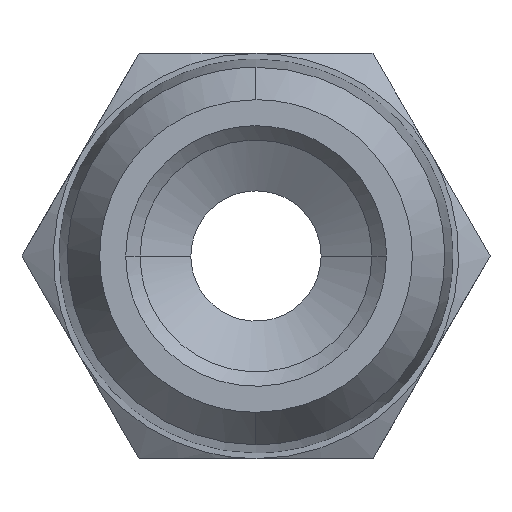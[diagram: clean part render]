
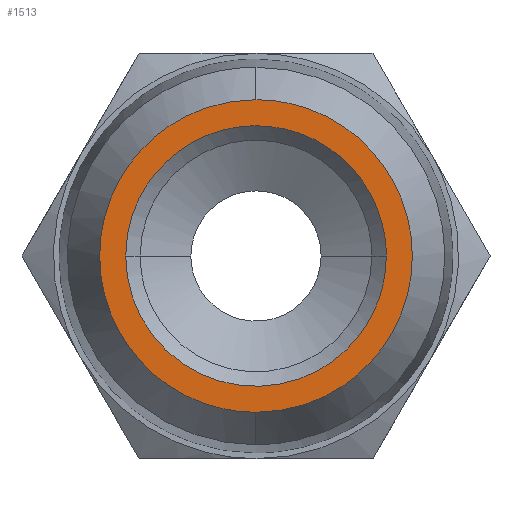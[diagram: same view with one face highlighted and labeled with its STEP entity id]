
A CAD part, front view. The second image highlights one B-rep face of the part: STEP entity #1513.
In plain terms, the highlighted free-form (B-spline) face has degree [1, 1] with [2, 2] control points.
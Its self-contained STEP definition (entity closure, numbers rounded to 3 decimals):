
#20 = CARTESIAN_POINT ( 'NONE',  ( -3.317, 0., 4.32 ) ) ;
#37 = CARTESIAN_POINT ( 'NONE',  ( 0., 0., 5.4 ) ) ;
#152 = CARTESIAN_POINT ( 'NONE',  ( 0., 0., -5.4 ) ) ;
#161 =( BOUNDED_CURVE ( )  B_SPLINE_CURVE ( 3, ( #621, #1934, #968, #615 ),
 .UNSPECIFIED., .F., .F. ) 
 B_SPLINE_CURVE_WITH_KNOTS ( ( 4, 4 ),
 ( -3.142, 0. ),
 .UNSPECIFIED. ) 
 CURVE ( )  GEOMETRIC_REPRESENTATION_ITEM ( )  RATIONAL_B_SPLINE_CURVE ( ( 1., 0.333, 0.333, 1. ) ) 
 REPRESENTATION_ITEM ( '' )  );
#169 = FACE_OUTER_BOUND ( 'NONE', #1479, .T. ) ;
#193 = CARTESIAN_POINT ( 'NONE',  ( -4.718, 0., -2.722 ) ) ;
#201 = CARTESIAN_POINT ( 'NONE',  ( -2.722, 0., -4.718 ) ) ;
#218 = CARTESIAN_POINT ( 'NONE',  ( -2.764, 0., 3.6 ) ) ;
#220 = CARTESIAN_POINT ( 'NONE',  ( -4.718, 0., 2.722 ) ) ;
#391 = CARTESIAN_POINT ( 'NONE',  ( -0.591, 0., 4.5 ) ) ;
#401 = CARTESIAN_POINT ( 'NONE',  ( -5.26, 0., -1.411 ) ) ;
#420 = CARTESIAN_POINT ( 'NONE',  ( -2.268, 0., 3.931 ) ) ;
#571 = CARTESIAN_POINT ( 'NONE',  ( -1.411, 0., -5.26 ) ) ;
#592 = CARTESIAN_POINT ( 'NONE',  ( 5.465, 0., -5.465 ) ) ;
#606 = EDGE_CURVE ( 'NONE', #1770, #2054, #161, .T. ) ;
#608 = CARTESIAN_POINT ( 'NONE',  ( -4.384, 0., 1.176 ) ) ;
#615 = CARTESIAN_POINT ( 'NONE',  ( 4.5, 0., 0. ) ) ;
#621 = CARTESIAN_POINT ( 'NONE',  ( -4.5, 0., 0. ) ) ;
#623 = VERTEX_POINT ( 'NONE', #1395 ) ;
#670 = CARTESIAN_POINT ( 'NONE',  ( 0., 0., -5.4 ) ) ;
#705 = CARTESIAN_POINT ( 'NONE',  ( 1.411, 0., 5.26 ) ) ;
#719 = CARTESIAN_POINT ( 'NONE',  ( 4.718, 0., 2.722 ) ) ;
#724 = ORIENTED_EDGE ( 'NONE', *, *, #606, .F. ) ;
#756 = CARTESIAN_POINT ( 'NONE',  ( -5.4, 0., 0.709 ) ) ;
#785 = CARTESIAN_POINT ( 'NONE',  ( 4.5, 0., 0.591 ) ) ;
#875 = CARTESIAN_POINT ( 'NONE',  ( 1.411, 0., -5.26 ) ) ;
#894 = CARTESIAN_POINT ( 'NONE',  ( -5.465, 0., 5.465 ) ) ;
#923 = CARTESIAN_POINT ( 'NONE',  ( -2.722, 0., 4.718 ) ) ;
#953 = CARTESIAN_POINT ( 'NONE',  ( -4.5, 0., 0. ) ) ;
#955 = CARTESIAN_POINT ( 'NONE',  ( -3.317, 0., -4.32 ) ) ;
#960 = CARTESIAN_POINT ( 'NONE',  ( -3.6, 0., 2.764 ) ) ;
#968 = CARTESIAN_POINT ( 'NONE',  ( 4.5, 0., -9. ) ) ;
#1070 = ORIENTED_EDGE ( 'NONE', *, *, #1159, .T. ) ;
#1077 = CARTESIAN_POINT ( 'NONE',  ( 3.317, 0., -4.32 ) ) ;
#1109 = CARTESIAN_POINT ( 'NONE',  ( 5.465, 0., 5.465 ) ) ;
#1121 = CARTESIAN_POINT ( 'NONE',  ( 0., 0., -5.4 ) ) ;
#1142 = CARTESIAN_POINT ( 'NONE',  ( -0.709, 0., 5.4 ) ) ;
#1144 = ORIENTED_EDGE ( 'NONE', *, *, #2293, .T. ) ;
#1156 = CARTESIAN_POINT ( 'NONE',  ( 2.268, 0., 3.931 ) ) ;
#1159 = EDGE_CURVE ( 'NONE', #1230, #623, #2295, .T. ) ;
#1230 = VERTEX_POINT ( 'NONE', #152 ) ;
#1262 = FACE_BOUND ( 'NONE', #1483, .T. ) ;
#1279 = CARTESIAN_POINT ( 'NONE',  ( 5.4, 0., 0.709 ) ) ;
#1287 = CARTESIAN_POINT ( 'NONE',  ( 5.26, 0., -1.411 ) ) ;
#1344 = CARTESIAN_POINT ( 'NONE',  ( -4.32, 0., 3.317 ) ) ;
#1356 = CARTESIAN_POINT ( 'NONE',  ( 4.5, 0., 0. ) ) ;
#1358 = CARTESIAN_POINT ( 'NONE',  ( 2.764, 0., 3.6 ) ) ;
#1367 = CARTESIAN_POINT ( 'NONE',  ( 3.931, 0., 2.268 ) ) ;
#1395 = CARTESIAN_POINT ( 'NONE',  ( 0., 0., 5.4 ) ) ;
#1437 = B_SPLINE_CURVE_WITH_KNOTS ( 'NONE', 3,
 ( #37, #1142, #1541, #923, #20, #1344, #220, #1706, #756, #2261, #401, #193, #1920, #955, #201, #571, #1895, #1121 ),
 .UNSPECIFIED., .F., .F.,
 ( 4, 2, 2, 2, 2, 2, 2, 2, 4 ),
 ( 0., 0.393, 0.785, 1.178, 1.571, 1.963, 2.356, 2.749, 3.142 ),
 .UNSPECIFIED. ) ;
#1454 = CARTESIAN_POINT ( 'NONE',  ( 5.4, 0., -0.709 ) ) ;
#1463 = CARTESIAN_POINT ( 'NONE',  ( 0., 0., 5.4 ) ) ;
#1470 = CARTESIAN_POINT ( 'NONE',  ( 2.722, 0., -4.718 ) ) ;
#1479 = EDGE_LOOP ( 'NONE', ( #1144, #1070 ) ) ;
#1483 = EDGE_LOOP ( 'NONE', ( #1785, #724 ) ) ;
#1513 = ADVANCED_FACE ( 'NONE', ( #1262, #169 ), #1903, .T. ) ;
#1541 = CARTESIAN_POINT ( 'NONE',  ( -1.411, 0., 5.26 ) ) ;
#1555 = EDGE_CURVE ( 'NONE', #1770, #2054, #2130, .T. ) ;
#1660 = CARTESIAN_POINT ( 'NONE',  ( 3.317, 0., 4.32 ) ) ;
#1693 = CARTESIAN_POINT ( 'NONE',  ( -5.465, 0., -5.465 ) ) ;
#1706 = CARTESIAN_POINT ( 'NONE',  ( -5.26, 0., 1.411 ) ) ;
#1738 = CARTESIAN_POINT ( 'NONE',  ( 3.6, 0., 2.764 ) ) ;
#1745 = CARTESIAN_POINT ( 'NONE',  ( 1.176, 0., 4.384 ) ) ;
#1770 = VERTEX_POINT ( 'NONE', #2050 ) ;
#1785 = ORIENTED_EDGE ( 'NONE', *, *, #1555, .T. ) ;
#1895 = CARTESIAN_POINT ( 'NONE',  ( -0.709, 0., -5.4 ) ) ;
#1903 = B_SPLINE_SURFACE_WITH_KNOTS ( 'NONE', 1, 1, ( 
 ( #894, #1109 ),
 ( #1693, #592 ) ),
 .UNSPECIFIED., .F., .F., .F.,
 ( 2, 2 ),
 ( 2, 2 ),
 ( 0., 1. ),
 ( 0., 1. ),
 .UNSPECIFIED. ) ;
#1915 = CARTESIAN_POINT ( 'NONE',  ( 4.384, 0., 1.176 ) ) ;
#1920 = CARTESIAN_POINT ( 'NONE',  ( -4.32, 0., -3.317 ) ) ;
#1932 = CARTESIAN_POINT ( 'NONE',  ( -4.5, 0., 0.591 ) ) ;
#1934 = CARTESIAN_POINT ( 'NONE',  ( -4.5, 0., -9. ) ) ;
#1940 = CARTESIAN_POINT ( 'NONE',  ( -3.931, 0., 2.268 ) ) ;
#2043 = CARTESIAN_POINT ( 'NONE',  ( 4.32, 0., -3.317 ) ) ;
#2049 = CARTESIAN_POINT ( 'NONE',  ( 4.32, 0., 3.317 ) ) ;
#2050 = CARTESIAN_POINT ( 'NONE',  ( -4.5, 0., 0. ) ) ;
#2054 = VERTEX_POINT ( 'NONE', #1356 ) ;
#2125 = CARTESIAN_POINT ( 'NONE',  ( 4.5, 0., 0. ) ) ;
#2130 = B_SPLINE_CURVE_WITH_KNOTS ( 'NONE', 3,
 ( #953, #1932, #608, #1940, #960, #218, #420, #2297, #391, #2289, #1745, #1156, #1358, #1738, #1367, #1915, #785, #2125 ),
 .UNSPECIFIED., .F., .F.,
 ( 4, 2, 2, 2, 2, 2, 2, 2, 4 ),
 ( 0., 0.393, 0.785, 1.178, 1.571, 1.963, 2.356, 2.749, 3.142 ),
 .UNSPECIFIED. ) ;
#2193 = CARTESIAN_POINT ( 'NONE',  ( 0.709, 0., -5.4 ) ) ;
#2217 = CARTESIAN_POINT ( 'NONE',  ( 0.709, 0., 5.4 ) ) ;
#2230 = CARTESIAN_POINT ( 'NONE',  ( 5.26, 0., 1.411 ) ) ;
#2261 = CARTESIAN_POINT ( 'NONE',  ( -5.4, 0., -0.709 ) ) ;
#2289 = CARTESIAN_POINT ( 'NONE',  ( 0.591, 0., 4.5 ) ) ;
#2293 = EDGE_CURVE ( 'NONE', #623, #1230, #1437, .T. ) ;
#2295 = B_SPLINE_CURVE_WITH_KNOTS ( 'NONE', 3,
 ( #670, #2193, #875, #1470, #1077, #2043, #2404, #1287, #1454, #1279, #2230, #719, #2049, #1660, #2396, #705, #2217, #1463 ),
 .UNSPECIFIED., .F., .F.,
 ( 4, 2, 2, 2, 2, 2, 2, 2, 4 ),
 ( 0., 0.393, 0.785, 1.178, 1.571, 1.963, 2.356, 2.749, 3.142 ),
 .UNSPECIFIED. ) ;
#2297 = CARTESIAN_POINT ( 'NONE',  ( -1.176, 0., 4.384 ) ) ;
#2396 = CARTESIAN_POINT ( 'NONE',  ( 2.722, 0., 4.718 ) ) ;
#2404 = CARTESIAN_POINT ( 'NONE',  ( 4.718, 0., -2.722 ) ) ;
